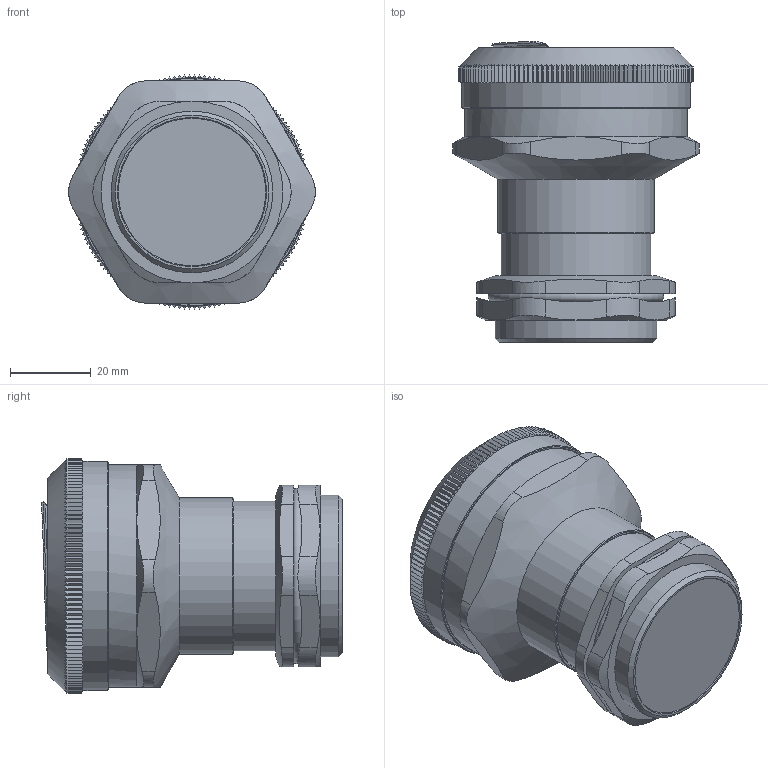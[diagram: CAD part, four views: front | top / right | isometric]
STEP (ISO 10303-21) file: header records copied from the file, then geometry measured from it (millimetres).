
FILE_DESCRIPTION(/* description */ (''),/* implementation_level */ '2;1');
FILE_NAME(/* name */ '',/* time_stamp */ '2024-03-22T16:18:09+07:00',/* author */ ('zeta-09'),/* organization */ (''),/* preprocessor_version */ 'ST-DEVELOPER v19.2',/* originating_system */ 'Autodesk Inventor 2024',/* authorisation */ '');
FILE_SCHEMA (('AUTOMOTIVE_DESIGN { 1 0 10303 214 3 1 1 }'));
Length unit declared in the file: millimetre
Products named in the file (1): Деталь1
Bounding box: 61.01 x 74.39 x 57.99 mm (x, y, z)
Volume: 127898.5 mm3; surface area: 17687.4 mm2
Topology: 1 solids, 1 shells, 378 faces, 1084 edges, 717 vertices
Faces by surface type: plane 317, cone 28, cylinder 25, bspline 6, torus 2
Full cylindrical faces by diameter (mm): 37 x1, 38.8 x1, 40 x1, 55 x1, 56.7 x1
Entity records: 12624 total; most frequent: CARTESIAN_POINT 4225, ORIENTED_EDGE 2168, DIRECTION 1206, EDGE_CURVE 1084, VERTEX_POINT 717, AXIS2_PLACEMENT_3D 430, EDGE_LOOP 387, FACE_OUTER_BOUND 378
